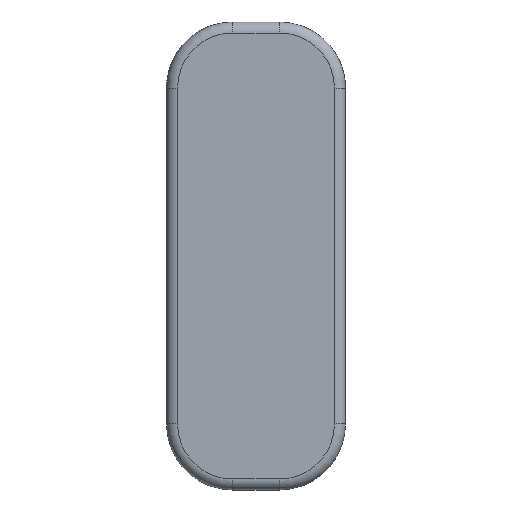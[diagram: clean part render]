
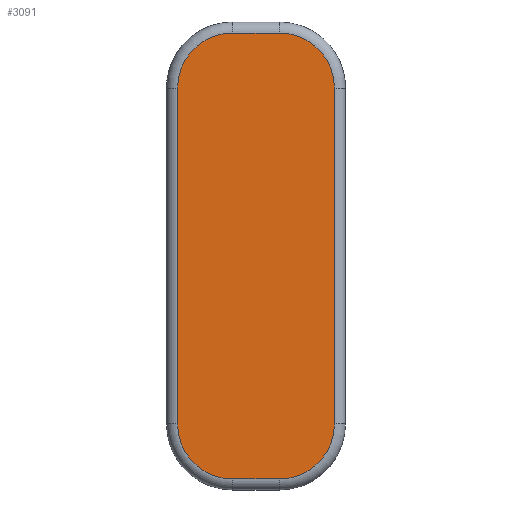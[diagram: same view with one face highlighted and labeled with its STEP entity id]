
A CAD part, front view. The second image highlights one B-rep face of the part: STEP entity #3091.
In plain terms, the highlighted planar face has unit normal (0, -1, 0).
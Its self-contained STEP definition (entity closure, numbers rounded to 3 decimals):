
#43 = AXIS2_PLACEMENT_3D ( 'NONE', #3032, #2250, #1033 ) ;
#118 = CARTESIAN_POINT ( 'NONE',  ( 4.25, 0., -18. ) ) ;
#140 = CARTESIAN_POINT ( 'NONE',  ( 14.25, 0., 53. ) ) ;
#155 = AXIS2_PLACEMENT_3D ( 'NONE', #4344, #2463, #2019 ) ;
#170 = DIRECTION ( 'NONE',  ( 0., -1., 0. ) ) ;
#259 = VERTEX_POINT ( 'NONE', #118 ) ;
#287 = VECTOR ( 'NONE', #1722, 1000. ) ;
#288 = CARTESIAN_POINT ( 'NONE',  ( -4.25, 0., 63. ) ) ;
#305 = ORIENTED_EDGE ( 'NONE', *, *, #4775, .T. ) ;
#382 = AXIS2_PLACEMENT_3D ( 'NONE', #2065, #4055, #1655 ) ;
#383 = ORIENTED_EDGE ( 'NONE', *, *, #2439, .T. ) ;
#559 = CARTESIAN_POINT ( 'NONE',  ( -14.25, 0., 0. ) ) ;
#577 = EDGE_CURVE ( 'NONE', #742, #1851, #1248, .T. ) ;
#691 = ORIENTED_EDGE ( 'NONE', *, *, #2362, .T. ) ;
#742 = VERTEX_POINT ( 'NONE', #288 ) ;
#887 = VECTOR ( 'NONE', #2521, 1000. ) ;
#910 = CARTESIAN_POINT ( 'NONE',  ( 0., 0., -18. ) ) ;
#912 = DIRECTION ( 'NONE',  ( 0., 0., 1. ) ) ;
#1033 = DIRECTION ( 'NONE',  ( 0., 0., 1. ) ) ;
#1040 = VERTEX_POINT ( 'NONE', #1539 ) ;
#1248 = CIRCLE ( 'NONE', #43, 10. ) ;
#1285 = AXIS2_PLACEMENT_3D ( 'NONE', #1879, #4593, #2274 ) ;
#1322 = CARTESIAN_POINT ( 'NONE',  ( -4.25, 0., -8. ) ) ;
#1333 = DIRECTION ( 'NONE',  ( 0., 0., -1. ) ) ;
#1396 = VERTEX_POINT ( 'NONE', #3041 ) ;
#1539 = CARTESIAN_POINT ( 'NONE',  ( -4.25, 0., -18. ) ) ;
#1655 = DIRECTION ( 'NONE',  ( 0., 0., 1. ) ) ;
#1691 = AXIS2_PLACEMENT_3D ( 'NONE', #1322, #170, #912 ) ;
#1700 = ORIENTED_EDGE ( 'NONE', *, *, #3280, .T. ) ;
#1722 = DIRECTION ( 'NONE',  ( 1., 0., 0. ) ) ;
#1780 = ORIENTED_EDGE ( 'NONE', *, *, #3419, .T. ) ;
#1851 = VERTEX_POINT ( 'NONE', #2240 ) ;
#1878 = LINE ( 'NONE', #2844, #2789 ) ;
#1879 = CARTESIAN_POINT ( 'NONE',  ( 0., 0., 0. ) ) ;
#2019 = DIRECTION ( 'NONE',  ( 0., 0., 1. ) ) ;
#2065 = CARTESIAN_POINT ( 'NONE',  ( 4.25, 0., 53. ) ) ;
#2240 = CARTESIAN_POINT ( 'NONE',  ( -14.25, 0., 53. ) ) ;
#2250 = DIRECTION ( 'NONE',  ( 0., -1., 0. ) ) ;
#2274 = DIRECTION ( 'NONE',  ( 0., 0., 1. ) ) ;
#2362 = EDGE_CURVE ( 'NONE', #1851, #1396, #4417, .T. ) ;
#2368 = VERTEX_POINT ( 'NONE', #140 ) ;
#2428 = DIRECTION ( 'NONE',  ( -1., 0., 0. ) ) ;
#2439 = EDGE_CURVE ( 'NONE', #4021, #2368, #4253, .T. ) ;
#2463 = DIRECTION ( 'NONE',  ( 0., -1., 0. ) ) ;
#2521 = DIRECTION ( 'NONE',  ( 0., 0., 1. ) ) ;
#2608 = CIRCLE ( 'NONE', #155, 10. ) ;
#2654 = PLANE ( 'NONE',  #1285 ) ;
#2671 = CIRCLE ( 'NONE', #1691, 10. ) ;
#2709 = EDGE_CURVE ( 'NONE', #2368, #2953, #2990, .T. ) ;
#2789 = VECTOR ( 'NONE', #2428, 1000. ) ;
#2844 = CARTESIAN_POINT ( 'NONE',  ( 0., 0., 63. ) ) ;
#2860 = CARTESIAN_POINT ( 'NONE',  ( 14.25, 0., 0. ) ) ;
#2953 = VERTEX_POINT ( 'NONE', #4625 ) ;
#2990 = CIRCLE ( 'NONE', #382, 10. ) ;
#3032 = CARTESIAN_POINT ( 'NONE',  ( -4.25, 0., 53. ) ) ;
#3041 = CARTESIAN_POINT ( 'NONE',  ( -14.25, 0., -8. ) ) ;
#3091 = ADVANCED_FACE ( 'NONE', ( #4356 ), #2654, .F. ) ;
#3280 = EDGE_CURVE ( 'NONE', #2953, #742, #1878, .T. ) ;
#3332 = ORIENTED_EDGE ( 'NONE', *, *, #2709, .T. ) ;
#3338 = CARTESIAN_POINT ( 'NONE',  ( 14.25, 0., -8. ) ) ;
#3419 = EDGE_CURVE ( 'NONE', #259, #4021, #2608, .T. ) ;
#3584 = LINE ( 'NONE', #910, #287 ) ;
#4021 = VERTEX_POINT ( 'NONE', #3338 ) ;
#4055 = DIRECTION ( 'NONE',  ( 0., -1., 0. ) ) ;
#4253 = LINE ( 'NONE', #2860, #887 ) ;
#4263 = EDGE_CURVE ( 'NONE', #1040, #259, #3584, .T. ) ;
#4324 = ORIENTED_EDGE ( 'NONE', *, *, #577, .T. ) ;
#4344 = CARTESIAN_POINT ( 'NONE',  ( 4.25, 0., -8. ) ) ;
#4356 = FACE_OUTER_BOUND ( 'NONE', #4672, .T. ) ;
#4417 = LINE ( 'NONE', #559, #4781 ) ;
#4593 = DIRECTION ( 'NONE',  ( 0., 1., 0. ) ) ;
#4625 = CARTESIAN_POINT ( 'NONE',  ( 4.25, 0., 63. ) ) ;
#4672 = EDGE_LOOP ( 'NONE', ( #383, #3332, #1700, #4324, #691, #305, #4803, #1780 ) ) ;
#4775 = EDGE_CURVE ( 'NONE', #1396, #1040, #2671, .T. ) ;
#4781 = VECTOR ( 'NONE', #1333, 1000. ) ;
#4803 = ORIENTED_EDGE ( 'NONE', *, *, #4263, .T. ) ;
